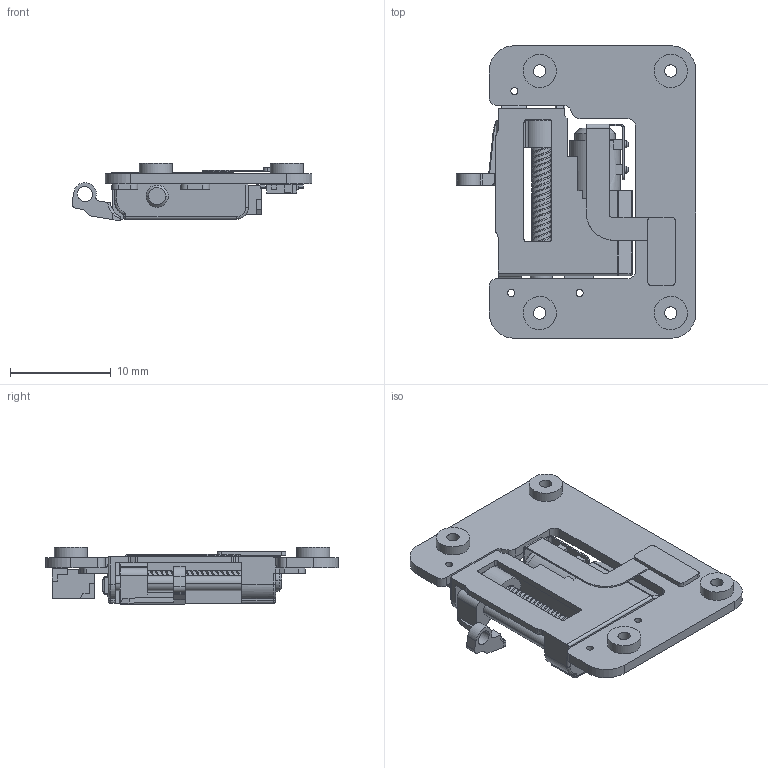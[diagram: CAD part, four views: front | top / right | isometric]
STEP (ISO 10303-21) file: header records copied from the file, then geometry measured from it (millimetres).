
FILE_DESCRIPTION(('KiCad electronic assembly'),'2;1');
FILE_NAME('micro_breakout_001.step','2020-08-21T14:31:40',('Pcbnew'),( 'Kicad'),'Open CASCADE STEP processor 6.9','KiCad to STEP converter' ,'Unknown');
FILE_SCHEMA(('AUTOMOTIVE_DESIGN { 1 0 10303 214 1 1 1 1 }'));
Length unit declared in the file: millimetre
Products named in the file (16): Open CASCADE STEP translator 6.9 1; Mounting_Wuerth_WA-SMSI-M1.6_H1mm_9774010633; SOLID; R_0402_1005Metric; C_0402_1005Metric; SM06B-SRSS-TB; tmc2300; C_0603_1608Metric; micro_stepper_asm; COMPOUND
Assembly tree (21 placements, depth 3):
  Open CASCADE STEP translator 6.9 1
    Mounting_Wuerth_WA-SMSI-M1.6_H1mm_9774010633  x4
      SOLID
    R_0402_1005Metric  x3
      SOLID
    C_0402_1005Metric  x2
      SOLID
    SM06B-SRSS-TB
      SOLID
    tmc2300
      SOLID
    C_0603_1608Metric
      SOLID
    micro_stepper_asm
      COMPOUND
    COMPOUND
Bounding box: 23.79 x 29 x 5.69 mm (x, y, z)
Volume: 1110.9 mm3; surface area: 2473.4 mm2
Topology: 15 solids, 15 shells, 679 faces, 1771 edges, 1151 vertices
Faces by surface type: bspline 650, cylinder 17, plane 12
Full cylindrical faces by diameter (mm): 0.7 x3, 2.1 x4
Entity records: 49425 total; most frequent: CARTESIAN_POINT 26334, B_SPLINE_CURVE_WITH_KNOTS 3773, ORIENTED_EDGE 3072, PCURVE 3072, DEFINITIONAL_REPRESENTATION 3072, EDGE_CURVE 1536, SURFACE_CURVE 1526, VERTEX_POINT 997
